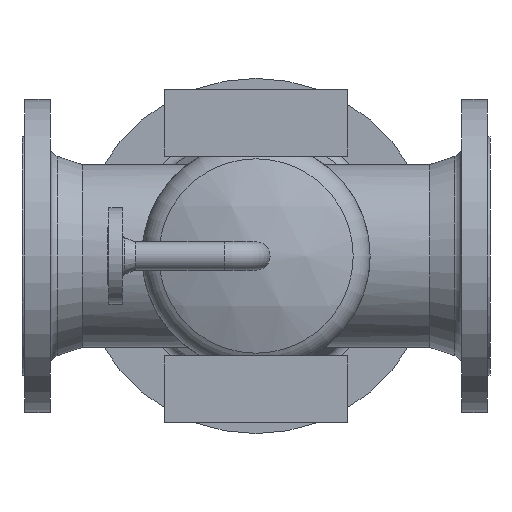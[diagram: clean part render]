
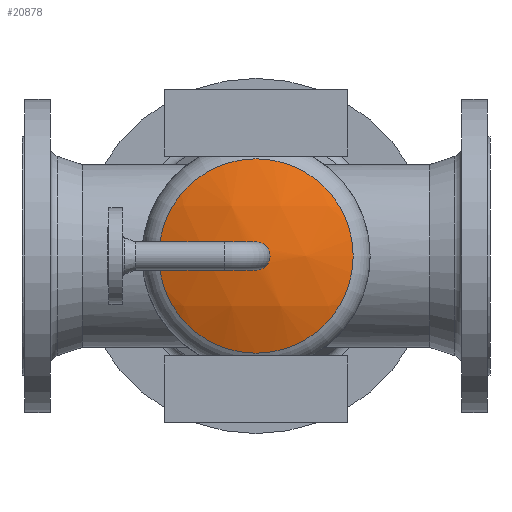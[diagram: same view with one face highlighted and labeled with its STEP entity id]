
A CAD part, front view. The second image highlights one B-rep face of the part: STEP entity #20878.
In plain terms, the highlighted spherical face has radius 280.1 mm.
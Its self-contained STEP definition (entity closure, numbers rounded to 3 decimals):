
#334=SPHERICAL_SURFACE('',#22058,280.1);
#354=FACE_BOUND('',#2470,.T.);
#509=CIRCLE('',#22053,16.85);
#510=CIRCLE('',#22055,116.395);
#511=CIRCLE('',#22056,116.395);
#1365=FACE_OUTER_BOUND('',#2469,.T.);
#2469=EDGE_LOOP('',(#13918,#13919));
#2470=EDGE_LOOP('',(#13920));
#8755=VERTEX_POINT('',#27497);
#8756=VERTEX_POINT('',#27501);
#8757=VERTEX_POINT('',#27502);
#10804=EDGE_CURVE('',#8755,#8755,#509,.T.);
#10805=EDGE_CURVE('',#8756,#8757,#510,.T.);
#10806=EDGE_CURVE('',#8757,#8756,#511,.T.);
#13918=ORIENTED_EDGE('',*,*,#10805,.T.);
#13919=ORIENTED_EDGE('',*,*,#10806,.T.);
#13920=ORIENTED_EDGE('',*,*,#10804,.F.);
#20878=ADVANCED_FACE('',(#1365,#354),#334,.T.);
#22053=AXIS2_PLACEMENT_3D('',#27499,#23125,#23126);
#22055=AXIS2_PLACEMENT_3D('',#27503,#23129,#23130);
#22056=AXIS2_PLACEMENT_3D('',#27504,#23131,#23132);
#22058=AXIS2_PLACEMENT_3D('',#27506,#23135,#23136);
#23125=DIRECTION('center_axis',(0.,-1.,0.));
#23126=DIRECTION('ref_axis',(-1.,0.,0.));
#23129=DIRECTION('center_axis',(0.,-1.,0.));
#23130=DIRECTION('ref_axis',(1.,0.,0.));
#23131=DIRECTION('center_axis',(0.,-1.,0.));
#23132=DIRECTION('ref_axis',(1.,0.,0.));
#23135=DIRECTION('center_axis',(0.,0.,1.));
#23136=DIRECTION('ref_axis',(-1.,0.,0.));
#27497=CARTESIAN_POINT('',(-83.15,183.507,155.371));
#27499=CARTESIAN_POINT('Origin',(-100.,183.507,155.371));
#27501=CARTESIAN_POINT('',(16.395,208.329,155.371));
#27502=CARTESIAN_POINT('',(-100.,208.329,38.976));
#27503=CARTESIAN_POINT('Origin',(-100.,208.329,155.371));
#27504=CARTESIAN_POINT('Origin',(-100.,208.329,155.371));
#27506=CARTESIAN_POINT('Origin',(-100.,463.1,155.371));
